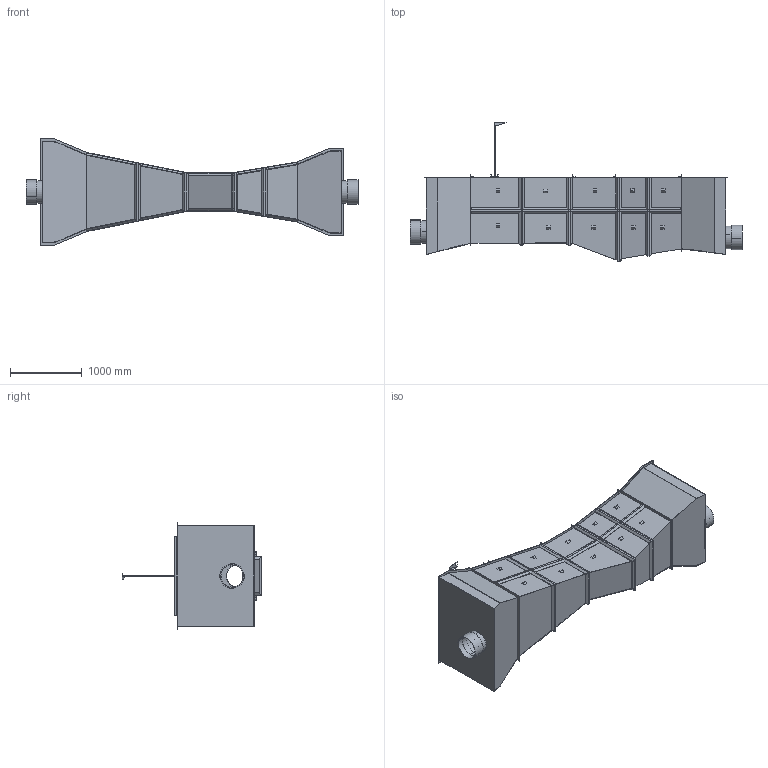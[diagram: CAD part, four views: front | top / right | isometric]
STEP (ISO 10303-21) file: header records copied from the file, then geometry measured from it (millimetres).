
FILE_DESCRIPTION (( 'STEP AP214' ), '1' );
FILE_NAME ('18in Parshall flume Assem1 with options.STEP', '2020-08-12T19:53:38', ( '' ), ( '' ), 'SwSTEP 2.0', 'SolidWorks 2020', '' );
FILE_SCHEMA (( 'AUTOMOTIVE_DESIGN' ));
Length unit declared in the file: inch
Products named in the file (17): 18 Rev ATop Bracket Assembly; Parshal Flume_18 inch; 18 Rev ATop Bracket Rev A sheet metal; 18 parshall outlet end adapter_18 INCH; Parshall Staff Gauge 24in long parshall staff gauge_English Staff Gauge - 36"; 18 Angle bracket; 18 Rev ATop Bracket Tube; 18 FRP Pipe Stub_O12"; Copy of 18 Fernco Coupler^18in Parshall flume Assem1_12 INCH FERNCO FITTING; 18 MirrorAngle bracket; hex nut_ai_HNUT 0.2500-20-D-N; 18in Parshall flume Assem1 with options; 18 Rev Abase plate; 18 Ultrasonic Transducer Assy_18in Parshll Flume; 18 parshall inlet adapter_18 inch; Copy of 49976 Rev Ashaft^18 Ultrasonic Transducer Assy; 18 C Channel Ultrasonic Bkt_2in Parshall
Assembly tree (36 placements, depth 4):
  18in Parshall flume Assem1 with options
    18 Ultrasonic Transducer Assy_18in Parshll Flume
      18 Rev Abase plate
      Copy of 49976 Rev Ashaft^18 Ultrasonic Transducer Assy
      18 Rev ATop Bracket Assembly
        hex nut_ai_HNUT 0.2500-20-D-N
        18 Rev ATop Bracket Tube
        18 Rev ATop Bracket Rev A sheet metal
      18 C Channel Ultrasonic Bkt_2in Parshall
    18 Angle bracket  x19
    18 MirrorAngle bracket
    18 parshall inlet adapter_18 inch
    18 parshall outlet end adapter_18 INCH
    18 FRP Pipe Stub_O12"  x2
    Copy of 18 Fernco Coupler^18in Parshall flume Assem1_12 INCH FERNCO FITTING  x2
    Parshal Flume_18 inch
    Parshall Staff Gauge 24in long parshall staff gauge_English Staff Gauge - 36"
Bounding box: 4632.32 x 1943.82 x 1482.72 mm (x, y, z)
Volume: 108377076.2 mm3; surface area: 38873532.3 mm2
Topology: 57 solids, 57 shells, 692 faces, 1704 edges, 1124 vertices
Faces by surface type: plane 627, cylinder 47, cone 16, bspline 2
Entity records: 18747 total; most frequent: CARTESIAN_POINT 3271, ORIENTED_EDGE 2712, DIRECTION 2540, EDGE_CURVE 1356, LINE 1238, VECTOR 1238, VERTEX_POINT 892, AXIS2_PLACEMENT_3D 651
